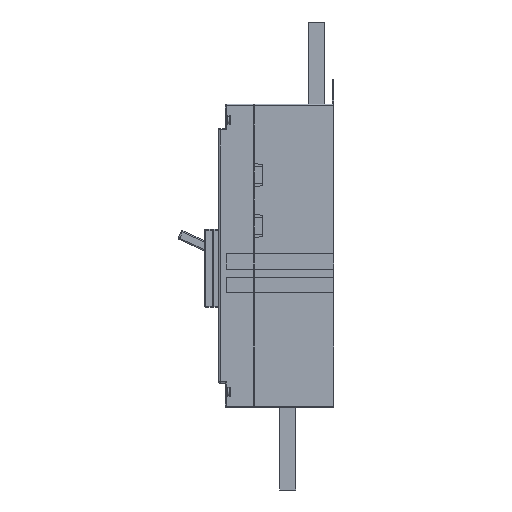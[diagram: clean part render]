
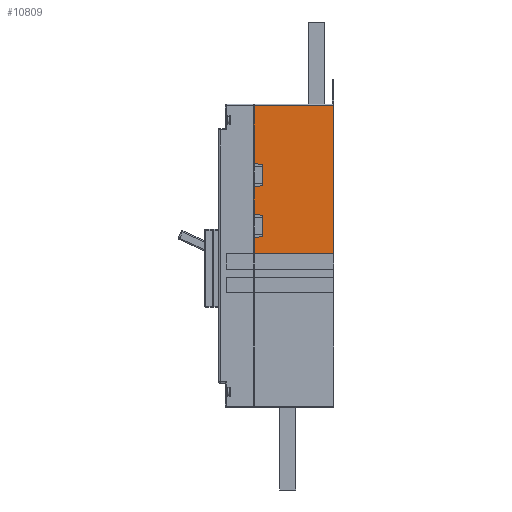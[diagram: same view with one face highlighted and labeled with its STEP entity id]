
A CAD part, left-side view. The second image highlights one B-rep face of the part: STEP entity #10809.
In plain terms, the highlighted planar face has unit normal (-1, 0, 0).
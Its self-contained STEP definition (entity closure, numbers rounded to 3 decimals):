
#2773=DIRECTION('',(0.,0.,1.));
#2774=VECTOR('',#2773,180.5);
#2775=CARTESIAN_POINT('',(-175.5,0.,2.5));
#2776=LINE('',#2775,#2774);
#4062=DIRECTION('',(0.,-1.,0.));
#4063=VECTOR('',#4062,97.);
#4064=CARTESIAN_POINT('',(-175.5,97.,2.5));
#4065=LINE('',#4064,#4063);
#4076=DIRECTION('',(0.,0.,1.));
#4077=VECTOR('',#4076,20.);
#4078=CARTESIAN_POINT('',(-175.5,97.,2.5));
#4079=LINE('',#4078,#4077);
#4083=DIRECTION('',(0.,-0.995,0.1));
#4084=VECTOR('',#4083,10.05);
#4085=CARTESIAN_POINT('',(-175.5,97.,22.5));
#4086=LINE('',#4085,#4084);
#4090=DIRECTION('',(0.,0.,1.));
#4091=VECTOR('',#4090,26.);
#4092=CARTESIAN_POINT('',(-175.5,87.,23.5));
#4093=LINE('',#4092,#4091);
#4097=DIRECTION('',(0.,0.995,0.1));
#4098=VECTOR('',#4097,10.05);
#4099=CARTESIAN_POINT('',(-175.5,87.,49.5));
#4100=LINE('',#4099,#4098);
#4104=DIRECTION('',(0.,0.,1.));
#4105=VECTOR('',#4104,34.);
#4106=CARTESIAN_POINT('',(-175.5,97.,50.5));
#4107=LINE('',#4106,#4105);
#4111=DIRECTION('',(0.,-0.995,0.1));
#4112=VECTOR('',#4111,10.05);
#4113=CARTESIAN_POINT('',(-175.5,97.,84.5));
#4114=LINE('',#4113,#4112);
#4118=DIRECTION('',(0.,0.,1.));
#4119=VECTOR('',#4118,26.);
#4120=CARTESIAN_POINT('',(-175.5,87.,85.5));
#4121=LINE('',#4120,#4119);
#4125=DIRECTION('',(0.,0.995,0.1));
#4126=VECTOR('',#4125,10.05);
#4127=CARTESIAN_POINT('',(-175.5,87.,111.5));
#4128=LINE('',#4127,#4126);
#4132=DIRECTION('',(0.,0.,1.));
#4133=VECTOR('',#4132,70.5);
#4134=CARTESIAN_POINT('',(-175.5,97.,112.5));
#4135=LINE('',#4134,#4133);
#4384=DIRECTION('',(0.,1.,0.));
#4385=VECTOR('',#4384,97.);
#4386=CARTESIAN_POINT('',(-175.5,0.,183.));
#4387=LINE('',#4386,#4385);
#8452=CARTESIAN_POINT('',(-175.5,97.,112.5));
#8453=CARTESIAN_POINT('',(-175.5,97.,183.));
#8454=VERTEX_POINT('',#8452);
#8455=VERTEX_POINT('',#8453);
#8468=CARTESIAN_POINT('',(-175.5,97.,84.5));
#8469=VERTEX_POINT('',#8468);
#8470=CARTESIAN_POINT('',(-175.5,97.,50.5));
#8471=VERTEX_POINT('',#8470);
#8484=CARTESIAN_POINT('',(-175.5,97.,22.5));
#8485=VERTEX_POINT('',#8484);
#8486=CARTESIAN_POINT('',(-175.5,97.,2.5));
#8487=VERTEX_POINT('',#8486);
#8652=CARTESIAN_POINT('',(-175.5,0.,2.5));
#8653=VERTEX_POINT('',#8652);
#8654=CARTESIAN_POINT('',(-175.5,0.,183.));
#8655=VERTEX_POINT('',#8654);
#8752=CARTESIAN_POINT('',(-175.5,87.,23.5));
#8753=VERTEX_POINT('',#8752);
#8754=CARTESIAN_POINT('',(-175.5,87.,49.5));
#8755=VERTEX_POINT('',#8754);
#8756=CARTESIAN_POINT('',(-175.5,87.,85.5));
#8757=VERTEX_POINT('',#8756);
#8758=CARTESIAN_POINT('',(-175.5,87.,111.5));
#8759=VERTEX_POINT('',#8758);
#10783=CARTESIAN_POINT('',(-175.5,140.,-185.));
#10784=DIRECTION('',(1.,0.,0.));
#10785=DIRECTION('',(0.,0.,-1.));
#10786=AXIS2_PLACEMENT_3D('',#10783,#10784,#10785);
#10787=PLANE('',#10786);
#10788=ORIENTED_EDGE('',*,*,#9625,.F.);
#10789=ORIENTED_EDGE('',*,*,#10775,.F.);
#10790=ORIENTED_EDGE('',*,*,#9361,.T.);
#10792=ORIENTED_EDGE('',*,*,#10791,.T.);
#10794=ORIENTED_EDGE('',*,*,#10793,.T.);
#10796=ORIENTED_EDGE('',*,*,#10795,.T.);
#10797=ORIENTED_EDGE('',*,*,#9345,.T.);
#10799=ORIENTED_EDGE('',*,*,#10798,.T.);
#10801=ORIENTED_EDGE('',*,*,#10800,.T.);
#10803=ORIENTED_EDGE('',*,*,#10802,.T.);
#10804=ORIENTED_EDGE('',*,*,#9329,.T.);
#10806=ORIENTED_EDGE('',*,*,#10805,.F.);
#10807=EDGE_LOOP('',(#10788,#10789,#10790,#10792,#10794,#10796,#10797,#10799,
#10801,#10803,#10804,#10806));
#10808=FACE_OUTER_BOUND('',#10807,.F.);
#9329=EDGE_CURVE('',#8454,#8455,#4135,.T.);
#9345=EDGE_CURVE('',#8471,#8469,#4107,.T.);
#9361=EDGE_CURVE('',#8487,#8485,#4079,.T.);
#9625=EDGE_CURVE('',#8653,#8655,#2776,.T.);
#10775=EDGE_CURVE('',#8487,#8653,#4065,.T.);
#10791=EDGE_CURVE('',#8485,#8753,#4086,.T.);
#10793=EDGE_CURVE('',#8753,#8755,#4093,.T.);
#10795=EDGE_CURVE('',#8755,#8471,#4100,.T.);
#10798=EDGE_CURVE('',#8469,#8757,#4114,.T.);
#10800=EDGE_CURVE('',#8757,#8759,#4121,.T.);
#10802=EDGE_CURVE('',#8759,#8454,#4128,.T.);
#10805=EDGE_CURVE('',#8655,#8455,#4387,.T.);
#10809=ADVANCED_FACE('',(#10808),#10787,.F.);
